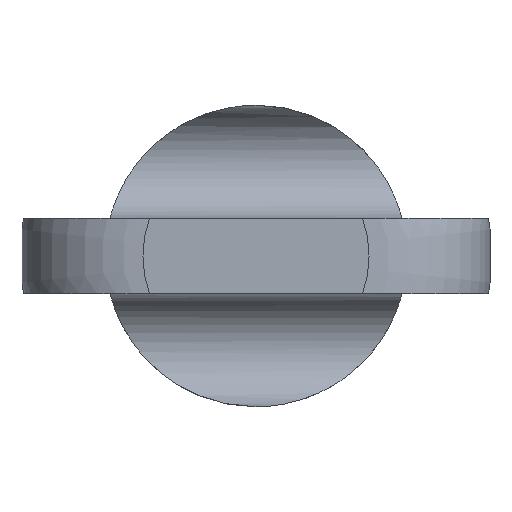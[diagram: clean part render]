
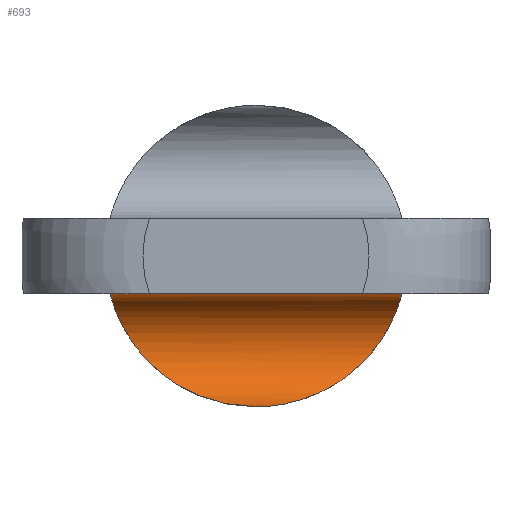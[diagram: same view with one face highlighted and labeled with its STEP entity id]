
A CAD part, left-side view. The second image highlights one B-rep face of the part: STEP entity #693.
In plain terms, the highlighted cylindrical face has radius 3 mm (diameter 6 mm), a partial arc.
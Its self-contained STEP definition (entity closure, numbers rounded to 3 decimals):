
#10 = B_SPLINE_CURVE_WITH_KNOTS ( 'NONE', 3,
 ( #392, #389, #385, #387, #341, #340, #339, #338, #337, #336, #335, #334, #333, #330, #251, #397, #395, #381, #332, #394, #256, #189, #190, #193, #188, #187, #186, #185 ),
 .UNSPECIFIED., .F., .F.,
 ( 4, 2, 2, 2, 2, 2, 2, 2, 2, 2, 2, 2, 2, 4 ),
 ( 0., 0.001, 0.001, 0.002, 0.002, 0.003, 0.004, 0.005, 0.006, 0.006, 0.008, 0.01, 0.011, 0.013 ),
 .UNSPECIFIED. ) ;
#15 = B_SPLINE_CURVE_WITH_KNOTS ( 'NONE', 3,
 ( #443, #444, #445, #447, #446, #448, #451, #500, #456, #454, #530, #458, #459, #535, #534, #533, #455, #528, #527, #525, #524, #526, #523, #522, #521, #520, #519, #518 ),
 .UNSPECIFIED., .F., .F.,
 ( 4, 2, 2, 2, 2, 2, 2, 2, 2, 2, 2, 2, 2, 4 ),
 ( 0., 0.002, 0.003, 0.005, 0.006, 0.007, 0.008, 0.009, 0.01, 0.01, 0.011, 0.012, 0.012, 0.013 ),
 .UNSPECIFIED. ) ;
#52 = VECTOR ( 'NONE', #821, 1000. ) ;
#78 = AXIS2_PLACEMENT_3D ( 'NONE', #205, #204, #223 ) ;
#87 = FACE_OUTER_BOUND ( 'NONE', #876, .T. ) ;
#137 = CYLINDRICAL_SURFACE ( 'NONE', #78, 3. ) ;
#148 = CARTESIAN_POINT ( 'NONE',  ( -5., 0., -8. ) ) ;
#163 = CARTESIAN_POINT ( 'NONE',  ( -5., 7.746, -2. ) ) ;
#175 = CARTESIAN_POINT ( 'NONE',  ( -5., -7.746, -2. ) ) ;
#185 = CARTESIAN_POINT ( 'NONE',  ( -5., 0., -8. ) ) ;
#186 = CARTESIAN_POINT ( 'NONE',  ( -4.719, -0.459, -8. ) ) ;
#187 = CARTESIAN_POINT ( 'NONE',  ( -4.436, -0.92, -7.96 ) ) ;
#188 = CARTESIAN_POINT ( 'NONE',  ( -3.892, -1.827, -7.802 ) ) ;
#189 = CARTESIAN_POINT ( 'NONE',  ( -2.891, -3.607, -7.158 ) ) ;
#190 = CARTESIAN_POINT ( 'NONE',  ( -3.129, -3.163, -7.364 ) ) ;
#193 = CARTESIAN_POINT ( 'NONE',  ( -3.628, -2.275, -7.684 ) ) ;
#204 = DIRECTION ( 'NONE',  ( 0., 1., 0. ) ) ;
#205 = CARTESIAN_POINT ( 'NONE',  ( -5., -12.5, -5. ) ) ;
#223 = DIRECTION ( 'NONE',  ( 0., 0., 1. ) ) ;
#251 = CARTESIAN_POINT ( 'NONE',  ( -2.014, -6.526, -4.635 ) ) ;
#256 = CARTESIAN_POINT ( 'NONE',  ( -2.48, -4.461, -6.659 ) ) ;
#330 = CARTESIAN_POINT ( 'NONE',  ( -2.048, -6.677, -4.415 ) ) ;
#332 = CARTESIAN_POINT ( 'NONE',  ( -2.116, -5.468, -5.845 ) ) ;
#333 = CARTESIAN_POINT ( 'NONE',  ( -2.174, -6.953, -3.966 ) ) ;
#334 = CARTESIAN_POINT ( 'NONE',  ( -2.266, -7.076, -3.741 ) ) ;
#335 = CARTESIAN_POINT ( 'NONE',  ( -2.51, -7.288, -3.309 ) ) ;
#336 = CARTESIAN_POINT ( 'NONE',  ( -2.664, -7.378, -3.1 ) ) ;
#337 = CARTESIAN_POINT ( 'NONE',  ( -3.024, -7.523, -2.728 ) ) ;
#338 = CARTESIAN_POINT ( 'NONE',  ( -3.235, -7.581, -2.56 ) ) ;
#339 = CARTESIAN_POINT ( 'NONE',  ( -3.577, -7.646, -2.356 ) ) ;
#340 = CARTESIAN_POINT ( 'NONE',  ( -3.696, -7.664, -2.295 ) ) ;
#341 = CARTESIAN_POINT ( 'NONE',  ( -3.942, -7.695, -2.189 ) ) ;
#381 = CARTESIAN_POINT ( 'NONE',  ( -2.067, -5.658, -5.662 ) ) ;
#385 = CARTESIAN_POINT ( 'NONE',  ( -4.461, -7.737, -2.037 ) ) ;
#387 = CARTESIAN_POINT ( 'NONE',  ( -4.071, -7.707, -2.144 ) ) ;
#389 = CARTESIAN_POINT ( 'NONE',  ( -4.727, -7.746, -2. ) ) ;
#392 = CARTESIAN_POINT ( 'NONE',  ( -5., -7.746, -2. ) ) ;
#394 = CARTESIAN_POINT ( 'NONE',  ( -2.303, -4.874, -6.366 ) ) ;
#395 = CARTESIAN_POINT ( 'NONE',  ( -2.006, -6.022, -5.273 ) ) ;
#397 = CARTESIAN_POINT ( 'NONE',  ( -1.993, -6.197, -5.066 ) ) ;
#443 = CARTESIAN_POINT ( 'NONE',  ( -5., 0., -8. ) ) ;
#444 = CARTESIAN_POINT ( 'NONE',  ( -4.719, 0.46, -8. ) ) ;
#445 = CARTESIAN_POINT ( 'NONE',  ( -4.436, 0.92, -7.96 ) ) ;
#446 = CARTESIAN_POINT ( 'NONE',  ( -3.628, 2.275, -7.684 ) ) ;
#447 = CARTESIAN_POINT ( 'NONE',  ( -3.892, 1.827, -7.802 ) ) ;
#448 = CARTESIAN_POINT ( 'NONE',  ( -3.129, 3.163, -7.364 ) ) ;
#451 = CARTESIAN_POINT ( 'NONE',  ( -2.891, 3.607, -7.158 ) ) ;
#454 = CARTESIAN_POINT ( 'NONE',  ( -2.116, 5.468, -5.845 ) ) ;
#455 = CARTESIAN_POINT ( 'NONE',  ( -2.266, 7.076, -3.741 ) ) ;
#456 = CARTESIAN_POINT ( 'NONE',  ( -2.303, 4.874, -6.366 ) ) ;
#458 = CARTESIAN_POINT ( 'NONE',  ( -2.006, 6.022, -5.273 ) ) ;
#459 = CARTESIAN_POINT ( 'NONE',  ( -1.993, 6.197, -5.066 ) ) ;
#500 = CARTESIAN_POINT ( 'NONE',  ( -2.48, 4.461, -6.659 ) ) ;
#518 = CARTESIAN_POINT ( 'NONE',  ( -5., 7.746, -2. ) ) ;
#519 = CARTESIAN_POINT ( 'NONE',  ( -4.727, 7.746, -2. ) ) ;
#520 = CARTESIAN_POINT ( 'NONE',  ( -4.461, 7.737, -2.037 ) ) ;
#521 = CARTESIAN_POINT ( 'NONE',  ( -4.071, 7.707, -2.144 ) ) ;
#522 = CARTESIAN_POINT ( 'NONE',  ( -3.942, 7.695, -2.189 ) ) ;
#523 = CARTESIAN_POINT ( 'NONE',  ( -3.696, 7.664, -2.295 ) ) ;
#524 = CARTESIAN_POINT ( 'NONE',  ( -3.235, 7.581, -2.56 ) ) ;
#525 = CARTESIAN_POINT ( 'NONE',  ( -3.024, 7.523, -2.728 ) ) ;
#526 = CARTESIAN_POINT ( 'NONE',  ( -3.577, 7.646, -2.356 ) ) ;
#527 = CARTESIAN_POINT ( 'NONE',  ( -2.664, 7.378, -3.1 ) ) ;
#528 = CARTESIAN_POINT ( 'NONE',  ( -2.51, 7.288, -3.309 ) ) ;
#530 = CARTESIAN_POINT ( 'NONE',  ( -2.067, 5.658, -5.661 ) ) ;
#533 = CARTESIAN_POINT ( 'NONE',  ( -2.174, 6.953, -3.966 ) ) ;
#534 = CARTESIAN_POINT ( 'NONE',  ( -2.048, 6.677, -4.415 ) ) ;
#535 = CARTESIAN_POINT ( 'NONE',  ( -2.014, 6.526, -4.635 ) ) ;
#637 = EDGE_CURVE ( 'NONE', #771, #893, #817, .T. ) ;
#648 = EDGE_CURVE ( 'NONE', #922, #893, #15, .T. ) ;
#693 = ADVANCED_FACE ( 'NONE', ( #87 ), #137, .F. ) ;
#745 = EDGE_CURVE ( 'NONE', #771, #922, #10, .T. ) ;
#771 = VERTEX_POINT ( 'NONE', #175 ) ;
#783 = ORIENTED_EDGE ( 'NONE', *, *, #648, .F. ) ;
#814 = CARTESIAN_POINT ( 'NONE',  ( -5., -12.5, -2. ) ) ;
#817 = LINE ( 'NONE', #814, #52 ) ;
#821 = DIRECTION ( 'NONE',  ( 0., 1., 0. ) ) ;
#876 = EDGE_LOOP ( 'NONE', ( #930, #783, #933 ) ) ;
#893 = VERTEX_POINT ( 'NONE', #163 ) ;
#922 = VERTEX_POINT ( 'NONE', #148 ) ;
#930 = ORIENTED_EDGE ( 'NONE', *, *, #637, .T. ) ;
#933 = ORIENTED_EDGE ( 'NONE', *, *, #745, .F. ) ;
